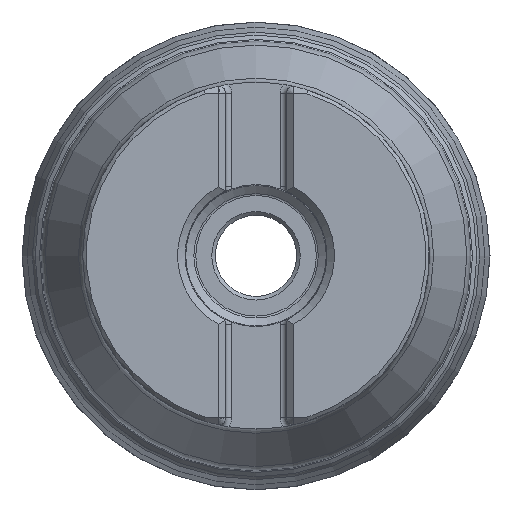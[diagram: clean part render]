
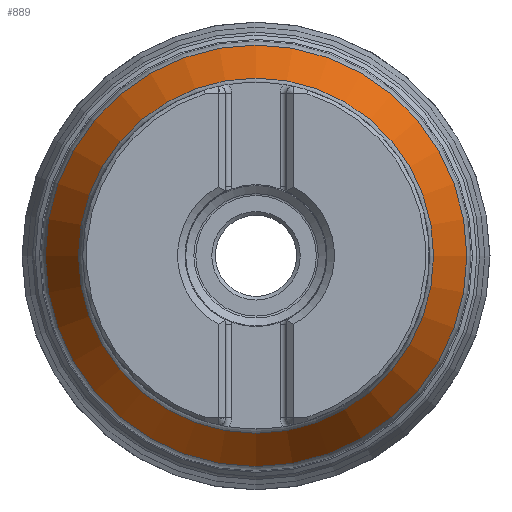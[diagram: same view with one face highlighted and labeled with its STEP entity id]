
A CAD part, top view. The second image highlights one B-rep face of the part: STEP entity #889.
In plain terms, the highlighted conical face has half-angle 27.748 degrees and reference radius 23.5 mm.
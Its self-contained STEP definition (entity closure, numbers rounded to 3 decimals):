
#122=CONICAL_SURFACE('',#2184,23.5,27.748);
#889=ADVANCED_FACE('',(#1134,#1135),#122,.T.);
#1134=FACE_BOUND('',#1246,.T.);
#1135=FACE_BOUND('',#1247,.T.);
#1246=EDGE_LOOP('',(#1439));
#1247=EDGE_LOOP('',(#1440));
#1439=ORIENTED_EDGE('',*,*,#1914,.T.);
#1440=ORIENTED_EDGE('',*,*,#1915,.T.);
#1777=VERTEX_POINT('',#3226);
#1778=VERTEX_POINT('',#3228);
#1914=EDGE_CURVE('',#1777,#1777,#2077,.T.);
#1915=EDGE_CURVE('',#1778,#1778,#2078,.T.);
#2077=CIRCLE('',#2182,24.075);
#2078=CIRCLE('',#2183,28.575);
#2182=AXIS2_PLACEMENT_3D('',#3225,#2457,#2458);
#2183=AXIS2_PLACEMENT_3D('',#3227,#2459,#2460);
#2184=AXIS2_PLACEMENT_3D('',#3229,#2461,#2462);
#2457=DIRECTION('',(0.,0.,-1.));
#2458=DIRECTION('',(-1.,0.,0.));
#2459=DIRECTION('',(0.,0.,1.));
#2460=DIRECTION('',(1.,0.,0.));
#2461=DIRECTION('',(0.,0.,-1.));
#2462=DIRECTION('',(-1.,0.,0.));
#3225=CARTESIAN_POINT('',(0.,0.,-13.093));
#3226=CARTESIAN_POINT('',(-24.075,0.,-13.093));
#3227=CARTESIAN_POINT('',(0.,0.,-21.647));
#3228=CARTESIAN_POINT('',(28.575,0.,-21.647));
#3229=CARTESIAN_POINT('',(0.,0.,-12.));
